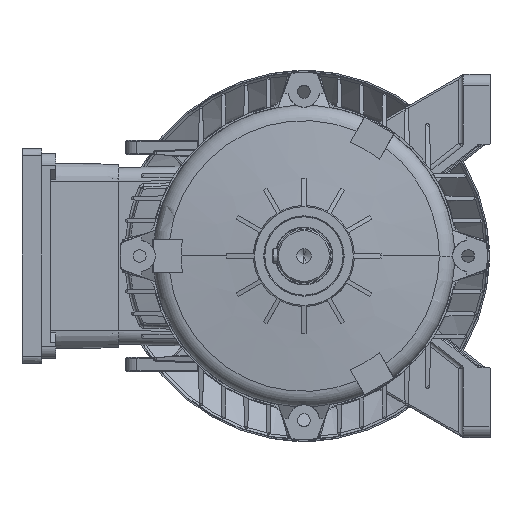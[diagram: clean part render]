
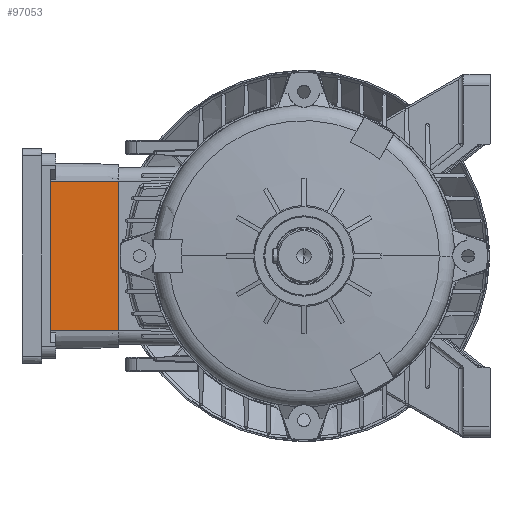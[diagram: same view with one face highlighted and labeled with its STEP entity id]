
A CAD part, left-side view. The second image highlights one B-rep face of the part: STEP entity #97053.
In plain terms, the highlighted face is planar.
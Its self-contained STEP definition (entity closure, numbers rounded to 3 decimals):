
#16316 = VECTOR ( 'NONE', #102322, 1000. ) ;
#18970 = EDGE_CURVE ( 'NONE', #43180, #45418, #131817, .T. ) ;
#20199 = EDGE_LOOP ( 'NONE', ( #139459, #78836, #42183, #39176 ) ) ;
#26113 = VERTEX_POINT ( 'NONE', #110927 ) ;
#26157 = DIRECTION ( 'NONE',  ( -1., 0., 0. ) ) ;
#34341 = CARTESIAN_POINT ( 'NONE',  ( 12., 131.016, 48.5 ) ) ;
#34558 = VECTOR ( 'NONE', #120891, 1000. ) ;
#37068 = VECTOR ( 'NONE', #26157, 1000. ) ;
#39176 = ORIENTED_EDGE ( 'NONE', *, *, #59886, .T. ) ;
#42183 = ORIENTED_EDGE ( 'NONE', *, *, #18970, .F. ) ;
#43180 = VERTEX_POINT ( 'NONE', #100118 ) ;
#45418 = VERTEX_POINT ( 'NONE', #91901 ) ;
#50801 = CARTESIAN_POINT ( 'NONE',  ( 118., 130., 0. ) ) ;
#51842 = VECTOR ( 'NONE', #96609, 1000. ) ;
#58827 = EDGE_CURVE ( 'NONE', #146222, #26113, #78551, .T. ) ;
#59886 = EDGE_CURVE ( 'NONE', #43180, #146222, #116228, .T. ) ;
#66260 = CARTESIAN_POINT ( 'NONE',  ( 12., 130., 0. ) ) ;
#78551 = LINE ( 'NONE', #66260, #37068 ) ;
#78836 = ORIENTED_EDGE ( 'NONE', *, *, #94259, .F. ) ;
#82902 = DIRECTION ( 'NONE',  ( 0., 0.021, 1. ) ) ;
#91901 = CARTESIAN_POINT ( 'NONE',  ( 12., 131.016, 48.5 ) ) ;
#94259 = EDGE_CURVE ( 'NONE', #45418, #26113, #123326, .T. ) ;
#96609 = DIRECTION ( 'NONE',  ( -1., 0., 0. ) ) ;
#97053 = ADVANCED_FACE ( 'NONE', ( #97615 ), #109902, .T. ) ;
#97615 = FACE_OUTER_BOUND ( 'NONE', #20199, .T. ) ;
#100118 = CARTESIAN_POINT ( 'NONE',  ( 118., 131.016, 48.5 ) ) ;
#102322 = DIRECTION ( 'NONE',  ( 0., -0.021, -1. ) ) ;
#109421 = CARTESIAN_POINT ( 'NONE',  ( 12., 130., 0. ) ) ;
#109902 = PLANE ( 'NONE',  #124000 ) ;
#110927 = CARTESIAN_POINT ( 'NONE',  ( 12., 130., 0. ) ) ;
#116228 = LINE ( 'NONE', #153876, #16316 ) ;
#120891 = DIRECTION ( 'NONE',  ( 0., -0.021, -1. ) ) ;
#122187 = DIRECTION ( 'NONE',  ( 0., 1., -0.021 ) ) ;
#123326 = LINE ( 'NONE', #109421, #34558 ) ;
#123803 = CARTESIAN_POINT ( 'NONE',  ( 12., 130., 0. ) ) ;
#124000 = AXIS2_PLACEMENT_3D ( 'NONE', #123803, #122187, #82902 ) ;
#131817 = LINE ( 'NONE', #34341, #51842 ) ;
#139459 = ORIENTED_EDGE ( 'NONE', *, *, #58827, .T. ) ;
#146222 = VERTEX_POINT ( 'NONE', #50801 ) ;
#153876 = CARTESIAN_POINT ( 'NONE',  ( 118., 130., 0. ) ) ;
